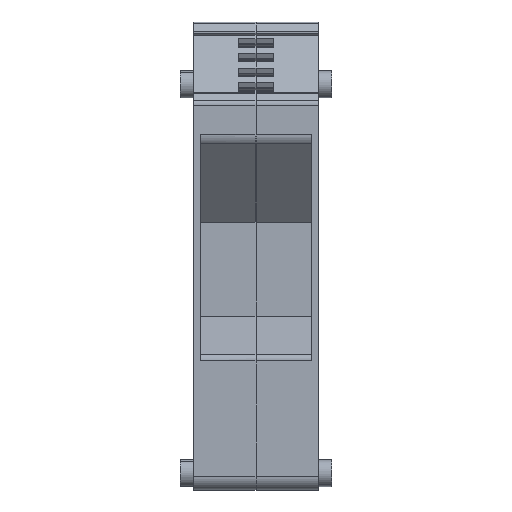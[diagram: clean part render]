
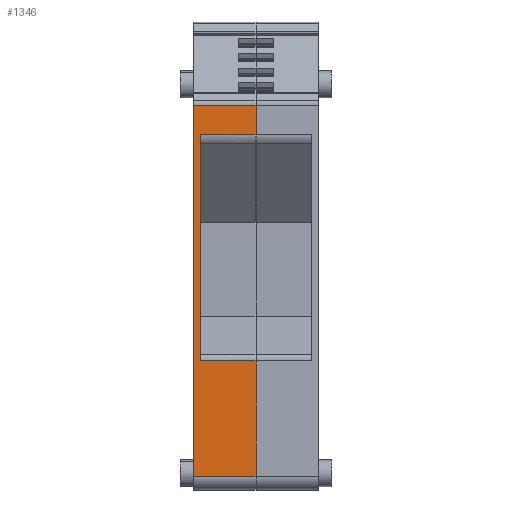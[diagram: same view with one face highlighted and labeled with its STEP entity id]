
A CAD part, front view. The second image highlights one B-rep face of the part: STEP entity #1346.
In plain terms, the highlighted planar face has unit normal (0, -1, 0).
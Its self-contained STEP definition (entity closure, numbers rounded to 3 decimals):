
#1255=AXIS2_PLACEMENT_3D('Plane Axis2P3D',#1252,#1253,#1254) ;
#1226=CARTESIAN_POINT('Line Origine',(6.625,0.,57.186)) ;
#1230=CARTESIAN_POINT('Vertex',(11.25,0.,57.186)) ;
#1232=CARTESIAN_POINT('Vertex',(2.,0.,57.186)) ;
#1252=CARTESIAN_POINT('Axis2P3D Location',(11.25,0.,57.186)) ;
#1257=CARTESIAN_POINT('Line Origine',(6.625,0.,2.)) ;
#1261=CARTESIAN_POINT('Vertex',(11.25,0.,2.)) ;
#1263=CARTESIAN_POINT('Vertex',(2.,0.,2.)) ;
#1266=CARTESIAN_POINT('Line Origine',(11.25,0.,5.25)) ;
#1270=CARTESIAN_POINT('Vertex',(11.25,0.,8.5)) ;
#1273=CARTESIAN_POINT('Line Origine',(11.25,0.,10.8)) ;
#1277=CARTESIAN_POINT('Vertex',(11.25,0.,13.1)) ;
#1280=CARTESIAN_POINT('Line Origine',(11.25,0.,15.888)) ;
#1284=CARTESIAN_POINT('Vertex',(11.25,0.,18.676)) ;
#1287=CARTESIAN_POINT('Line Origine',(11.25,0.,18.891)) ;
#1291=CARTESIAN_POINT('Vertex',(11.25,0.,19.105)) ;
#1294=CARTESIAN_POINT('Line Origine',(11.25,0.,19.184)) ;
#1298=CARTESIAN_POINT('Vertex',(11.25,0.,19.262)) ;
#1301=CARTESIAN_POINT('Line Origine',(7.143,0.,19.262)) ;
#1305=CARTESIAN_POINT('Vertex',(3.035,0.,19.262)) ;
#1308=CARTESIAN_POINT('Line Origine',(3.035,0.,36.055)) ;
#1312=CARTESIAN_POINT('Vertex',(3.035,0.,52.849)) ;
#1315=CARTESIAN_POINT('Line Origine',(7.143,0.,52.849)) ;
#1319=CARTESIAN_POINT('Vertex',(11.25,0.,52.849)) ;
#1322=CARTESIAN_POINT('Line Origine',(11.25,0.,55.018)) ;
#1327=CARTESIAN_POINT('Line Origine',(2.,0.,29.593)) ;
#1227=DIRECTION('Vector Direction',(1.,0.,0.)) ;
#1253=DIRECTION('Axis2P3D Direction',(0.,1.,0.)) ;
#1254=DIRECTION('Axis2P3D XDirection',(0.,0.,-1.)) ;
#1258=DIRECTION('Vector Direction',(-1.,0.,0.)) ;
#1267=DIRECTION('Vector Direction',(0.,0.,-1.)) ;
#1274=DIRECTION('Vector Direction',(0.,0.,-1.)) ;
#1281=DIRECTION('Vector Direction',(0.,0.,1.)) ;
#1288=DIRECTION('Vector Direction',(0.,0.,-1.)) ;
#1295=DIRECTION('Vector Direction',(0.,0.,-1.)) ;
#1302=DIRECTION('Vector Direction',(-1.,0.,0.)) ;
#1309=DIRECTION('Vector Direction',(0.,0.,1.)) ;
#1316=DIRECTION('Vector Direction',(-1.,0.,0.)) ;
#1323=DIRECTION('Vector Direction',(0.,0.,-1.)) ;
#1328=DIRECTION('Vector Direction',(0.,0.,-1.)) ;
#1228=VECTOR('Line Direction',#1227,1.) ;
#1259=VECTOR('Line Direction',#1258,1.) ;
#1268=VECTOR('Line Direction',#1267,1.) ;
#1275=VECTOR('Line Direction',#1274,1.) ;
#1282=VECTOR('Line Direction',#1281,1.) ;
#1289=VECTOR('Line Direction',#1288,1.) ;
#1296=VECTOR('Line Direction',#1295,1.) ;
#1303=VECTOR('Line Direction',#1302,1.) ;
#1310=VECTOR('Line Direction',#1309,1.) ;
#1317=VECTOR('Line Direction',#1316,1.) ;
#1324=VECTOR('Line Direction',#1323,1.) ;
#1329=VECTOR('Line Direction',#1328,1.) ;
#1333=ORIENTED_EDGE('',*,*,#1265,.F.) ;
#1334=ORIENTED_EDGE('',*,*,#1272,.F.) ;
#1335=ORIENTED_EDGE('',*,*,#1279,.F.) ;
#1336=ORIENTED_EDGE('',*,*,#1286,.F.) ;
#1337=ORIENTED_EDGE('',*,*,#1293,.F.) ;
#1338=ORIENTED_EDGE('',*,*,#1300,.F.) ;
#1339=ORIENTED_EDGE('',*,*,#1307,.T.) ;
#1340=ORIENTED_EDGE('',*,*,#1314,.T.) ;
#1341=ORIENTED_EDGE('',*,*,#1321,.F.) ;
#1342=ORIENTED_EDGE('',*,*,#1326,.T.) ;
#1343=ORIENTED_EDGE('',*,*,#1234,.T.) ;
#1344=ORIENTED_EDGE('',*,*,#1331,.F.) ;
#1346=ADVANCED_FACE('GN',(#1345),#1256,.F.) ;
#1234=EDGE_CURVE('',#1231,#1233,#1229,.F.) ;
#1265=EDGE_CURVE('',#1262,#1264,#1260,.T.) ;
#1272=EDGE_CURVE('',#1271,#1262,#1269,.T.) ;
#1279=EDGE_CURVE('',#1278,#1271,#1276,.T.) ;
#1286=EDGE_CURVE('',#1285,#1278,#1283,.F.) ;
#1293=EDGE_CURVE('',#1292,#1285,#1290,.T.) ;
#1300=EDGE_CURVE('',#1299,#1292,#1297,.T.) ;
#1307=EDGE_CURVE('',#1299,#1306,#1304,.T.) ;
#1314=EDGE_CURVE('',#1306,#1313,#1311,.T.) ;
#1321=EDGE_CURVE('',#1320,#1313,#1318,.T.) ;
#1326=EDGE_CURVE('',#1320,#1231,#1325,.F.) ;
#1331=EDGE_CURVE('',#1264,#1233,#1330,.F.) ;
#1332=EDGE_LOOP('',(#1333,#1334,#1335,#1336,#1337,#1338,#1339,#1340,#1341,#1342,#1343,#1344)) ;
#1345=FACE_OUTER_BOUND('',#1332,.T.) ;
#1229=LINE('Line',#1226,#1228) ;
#1260=LINE('Line',#1257,#1259) ;
#1269=LINE('Line',#1266,#1268) ;
#1276=LINE('Line',#1273,#1275) ;
#1283=LINE('Line',#1280,#1282) ;
#1290=LINE('Line',#1287,#1289) ;
#1297=LINE('Line',#1294,#1296) ;
#1304=LINE('Line',#1301,#1303) ;
#1311=LINE('Line',#1308,#1310) ;
#1318=LINE('Line',#1315,#1317) ;
#1325=LINE('Line',#1322,#1324) ;
#1330=LINE('Line',#1327,#1329) ;
#1256=PLANE('',#1255) ;
#1231=VERTEX_POINT('',#1230) ;
#1233=VERTEX_POINT('',#1232) ;
#1262=VERTEX_POINT('',#1261) ;
#1264=VERTEX_POINT('',#1263) ;
#1271=VERTEX_POINT('',#1270) ;
#1278=VERTEX_POINT('',#1277) ;
#1285=VERTEX_POINT('',#1284) ;
#1292=VERTEX_POINT('',#1291) ;
#1299=VERTEX_POINT('',#1298) ;
#1306=VERTEX_POINT('',#1305) ;
#1313=VERTEX_POINT('',#1312) ;
#1320=VERTEX_POINT('',#1319) ;
